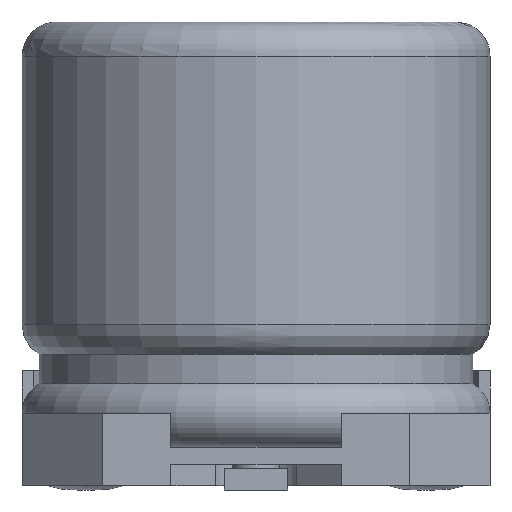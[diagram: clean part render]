
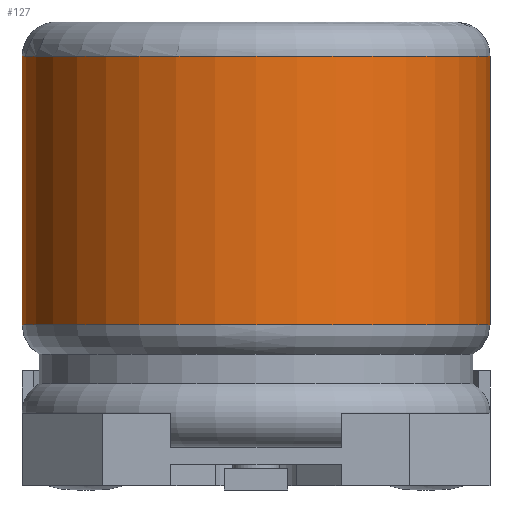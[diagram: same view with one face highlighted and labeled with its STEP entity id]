
A CAD part, left-side view. The second image highlights one B-rep face of the part: STEP entity #127.
In plain terms, the highlighted cylindrical face has radius 2.75 mm (diameter 5.5 mm), a full revolution.
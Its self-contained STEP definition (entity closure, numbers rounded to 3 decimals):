
#127=ADVANCED_FACE('',(#790,#792),#794,.T.);
#790=FACE_OUTER_BOUND('',#791,.T.);
#791=EDGE_LOOP('',(#1720));
#792=FACE_OUTER_BOUND('',#793,.T.);
#793=EDGE_LOOP('',(#1721));
#794=CYLINDRICAL_SURFACE('',#795,2.75);
#795=AXIS2_PLACEMENT_3D('',#796,#797,#798);
#796=CARTESIAN_POINT('',(2.15,0.,5.1));
#797=DIRECTION('',(0.,0.,-1.));
#798=DIRECTION('',(-1.,0.,0.));
#1720=ORIENTED_EDGE('',*,*,#2038,.T.);
#1721=ORIENTED_EDGE('',*,*,#2041,.F.);
#2038=EDGE_CURVE('',#2211,#2211,#2212,.T.);
#2041=EDGE_CURVE('',#2215,#2215,#2216,.T.);
#2211=VERTEX_POINT('',#2532);
#2212=CIRCLE('',#2533,2.75);
#2215=VERTEX_POINT('',#2544);
#2216=CIRCLE('',#2545,2.75);
#2532=CARTESIAN_POINT('',(-0.6,0.,5.1));
#2533=AXIS2_PLACEMENT_3D('',#2534,#2535,#2536);
#2534=CARTESIAN_POINT('',(2.15,0.,5.1));
#2535=DIRECTION('',(0.,0.,-1.));
#2536=DIRECTION('',(-1.,0.,0.));
#2544=CARTESIAN_POINT('',(-0.6,0.,1.943));
#2545=AXIS2_PLACEMENT_3D('',#2546,#2547,#2548);
#2546=CARTESIAN_POINT('',(2.15,0.,1.943));
#2547=DIRECTION('',(0.,0.,-1.));
#2548=DIRECTION('',(-1.,0.,0.));
